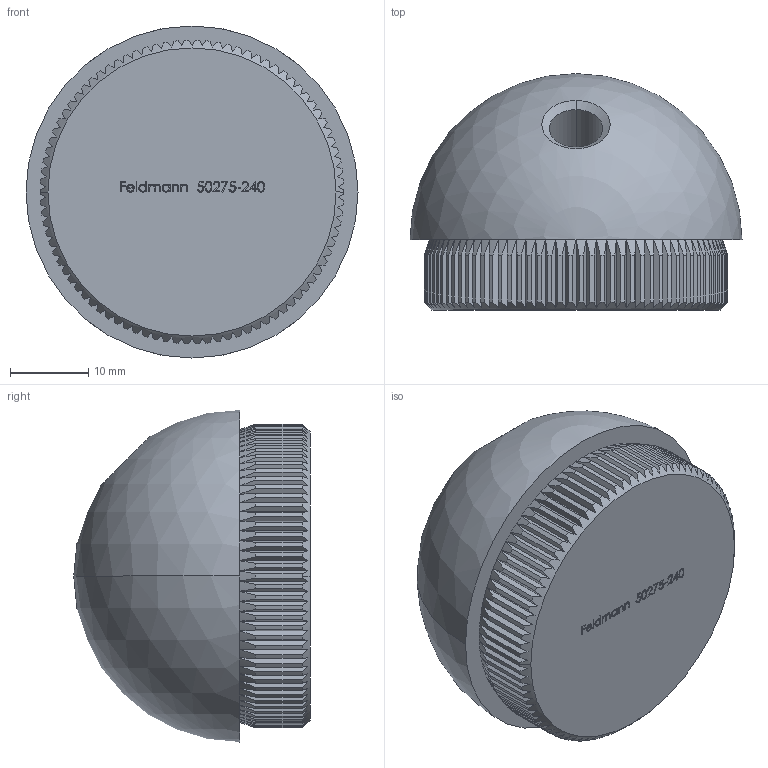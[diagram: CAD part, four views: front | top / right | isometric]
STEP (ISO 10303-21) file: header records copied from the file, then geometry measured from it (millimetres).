
FILE_DESCRIPTION (( 'STEP AP203' ), '1' );
FILE_NAME ('50275-240.step', '2018-10-25T11:45:46', ( '' ), ( '' ), 'SwSTEP 2.0', 'SolidWorks 2015', '' );
FILE_SCHEMA (( 'CONFIG_CONTROL_DESIGN' ));
Length unit declared in the file: millimetre
Products named in the file (1): 50275-240
Bounding box: 42.4 x 30.2 x 42.4 mm (x, y, z)
Volume: 29521.2 mm3; surface area: 6294 mm2
Topology: 1 solids, 1 shells, 592 faces, 1517 edges, 948 vertices
Faces by surface type: plane 306, cone 97, bspline 94, cylinder 93, sphere 2
Entity records: 23406 total; most frequent: CARTESIAN_POINT 10208, ORIENTED_EDGE 3022, DIRECTION 2247, EDGE_CURVE 1511, VERTEX_POINT 946, AXIS2_PLACEMENT_3D 785, VECTOR 677, LINE 677
